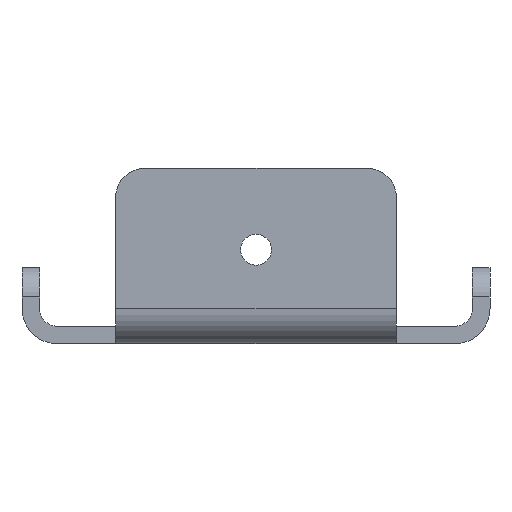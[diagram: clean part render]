
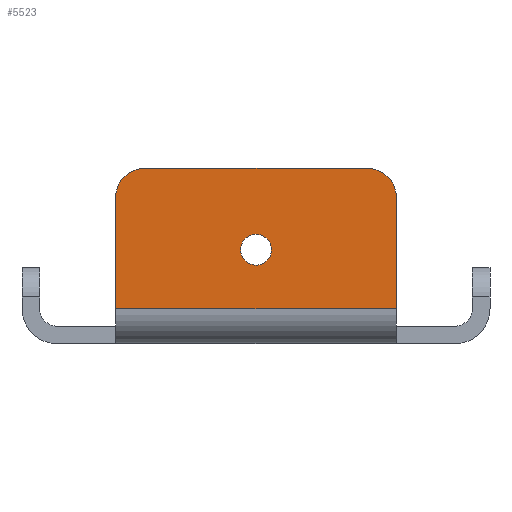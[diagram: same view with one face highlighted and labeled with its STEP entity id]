
A CAD part, front view. The second image highlights one B-rep face of the part: STEP entity #5523.
In plain terms, the highlighted planar face has unit normal (0, -1, 0).
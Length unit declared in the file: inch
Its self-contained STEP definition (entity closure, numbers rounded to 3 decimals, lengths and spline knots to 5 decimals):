
#5191=CARTESIAN_POINT('',(-1.0164,-8.08571,0.95));
#5192=VERTEX_POINT('',#5191);
#5220=CARTESIAN_POINT('',(-1.0164,-8.08571,-0.0));
#5221=VERTEX_POINT('',#5220);
#5229=CARTESIAN_POINT('',(-1.0164,-8.08571,-0.225));
#5230=DIRECTION('',(0.0,-0.0,-1.0));
#5231=VECTOR('',#5230,1.0);
#5232=LINE('',#5229,#5231);
#5233=EDGE_CURVE('',#5192,#5221,#5232,.T.);
#5268=CARTESIAN_POINT('',(-0.7664,-8.08571,1.2));
#5269=VERTEX_POINT('',#5268);
#5270=CARTESIAN_POINT('',(-0.7664,-8.08571,0.95));
#5271=DIRECTION('',(-0.0,1.0,-0.0));
#5272=DIRECTION('',(-0.707,0.0,0.707));
#5273=AXIS2_PLACEMENT_3D('',#5270,#5271,#5272);
#5274=CIRCLE('',#5273,0.25);
#5275=EDGE_CURVE('',#5192,#5269,#5274,.T.);
#5343=CARTESIAN_POINT('',(0.05128,-8.08571,0.50371));
#5344=VERTEX_POINT('',#5343);
#5351=CARTESIAN_POINT('',(0.18378,-8.08571,0.50371));
#5352=DIRECTION('',(-0.0,1.0,-0.0));
#5353=DIRECTION('',(1.0,0.0,-0.0));
#5354=AXIS2_PLACEMENT_3D('',#5351,#5352,#5353);
#5355=CIRCLE('',#5354,0.1325);
#5356=EDGE_CURVE('',#5344,#5344,#5355,.T.);
#5378=CARTESIAN_POINT('',(1.1336,-8.08571,1.2));
#5379=VERTEX_POINT('',#5378);
#5386=CARTESIAN_POINT('',(1.3836,-8.08571,0.95));
#5387=VERTEX_POINT('',#5386);
#5388=CARTESIAN_POINT('',(1.1336,-8.08571,0.95));
#5389=DIRECTION('',(-0.0,1.0,-0.0));
#5390=DIRECTION('',(0.707,0.0,0.707));
#5391=AXIS2_PLACEMENT_3D('',#5388,#5389,#5390);
#5392=CIRCLE('',#5391,0.25);
#5393=EDGE_CURVE('',#5379,#5387,#5392,.T.);
#5410=CARTESIAN_POINT('',(0.1836,-8.08571,1.2));
#5411=DIRECTION('',(1.0,0.0,0.0));
#5412=VECTOR('',#5411,1.0);
#5413=LINE('',#5410,#5412);
#5414=EDGE_CURVE('',#5269,#5379,#5413,.T.);
#5454=CARTESIAN_POINT('',(1.3836,-8.08571,-0.0));
#5455=VERTEX_POINT('',#5454);
#5456=CARTESIAN_POINT('',(1.3836,-8.08571,0.6));
#5457=DIRECTION('',(0.0,0.0,-1.0));
#5458=VECTOR('',#5457,1.0);
#5459=LINE('',#5456,#5458);
#5460=EDGE_CURVE('',#5387,#5455,#5459,.T.);
#5502=ORIENTED_EDGE('',*,*,#5275,.F.);
#5503=ORIENTED_EDGE('',*,*,#5233,.T.);
#5504=CARTESIAN_POINT('',(0.5586,-8.08571,-0.0));
#5505=DIRECTION('',(-1.0,-0.0,0.0));
#5506=VECTOR('',#5505,1.0);
#5507=LINE('',#5504,#5506);
#5508=EDGE_CURVE('',#5455,#5221,#5507,.T.);
#5509=ORIENTED_EDGE('',*,*,#5508,.F.);
#5510=ORIENTED_EDGE('',*,*,#5460,.F.);
#5511=ORIENTED_EDGE('',*,*,#5393,.F.);
#5512=ORIENTED_EDGE('',*,*,#5414,.F.);
#5513=EDGE_LOOP('',(#5502,#5503,#5509,#5510,#5511,#5512));
#5514=FACE_OUTER_BOUND('',#5513,.T.);
#5515=ORIENTED_EDGE('',*,*,#5356,.T.);
#5516=EDGE_LOOP('',(#5515));
#5517=FACE_BOUND('',#5516,.T.);
#5518=CARTESIAN_POINT('',(0.1836,-8.08571,-0.225));
#5519=DIRECTION('',(-0.0,1.0,-0.0));
#5520=DIRECTION('',(-0.0,0.0,1.0));
#5521=AXIS2_PLACEMENT_3D('',#5518,#5519,#5520);
#5522=PLANE('',#5521);
#5523=ADVANCED_FACE('',(#5514,#5517),#5522,.F.);
